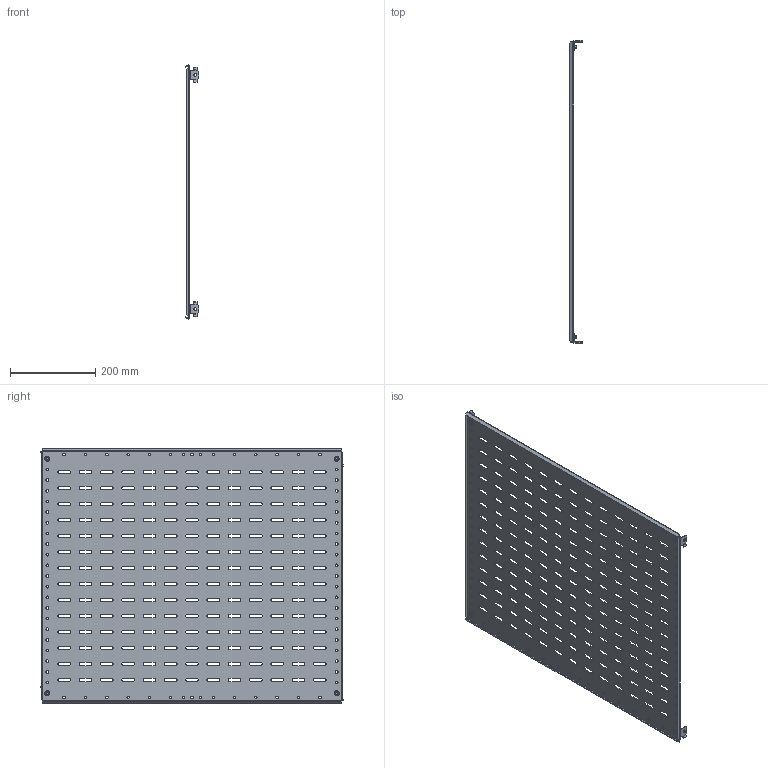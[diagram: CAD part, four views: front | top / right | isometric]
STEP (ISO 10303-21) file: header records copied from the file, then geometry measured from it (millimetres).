
FILE_DESCRIPTION (( 'STEP AP203' ), '1' );
FILE_NAME ('FO-00-SWF-060-080 FORMAT Ïåðåãîðîäêà ñåêöèîíèðîâàíèÿ çàäíÿÿ 600õ800 IEK.STEP', '2024-07-04T09:27:56', ( '' ), ( '' ), 'SwSTEP 2.0', 'SolidWorks 2022', '' );
FILE_SCHEMA (( 'CONFIG_CONTROL_DESIGN' ));
Length unit declared in the file: millimetre
Products named in the file (1): FO-00-SWF-060-080 FORMAT Перегородка секционирования задняя 600х800 IEK
Bounding box: 30.52 x 711.5 x 597.66 mm (x, y, z)
Volume: 606264.2 mm3; surface area: 831451.9 mm2
Topology: 9 solids, 9 shells, 1346 faces, 3928 edges, 2608 vertices
Faces by surface type: cylinder 790, plane 524, cone 16, torus 16
Entity records: 46289 total; most frequent: DIRECTION 8250, CARTESIAN_POINT 7883, ORIENTED_EDGE 7856, EDGE_CURVE 3928, AXIS2_PLACEMENT_3D 2975, VERTEX_POINT 2608, VECTOR 2300, LINE 2300
